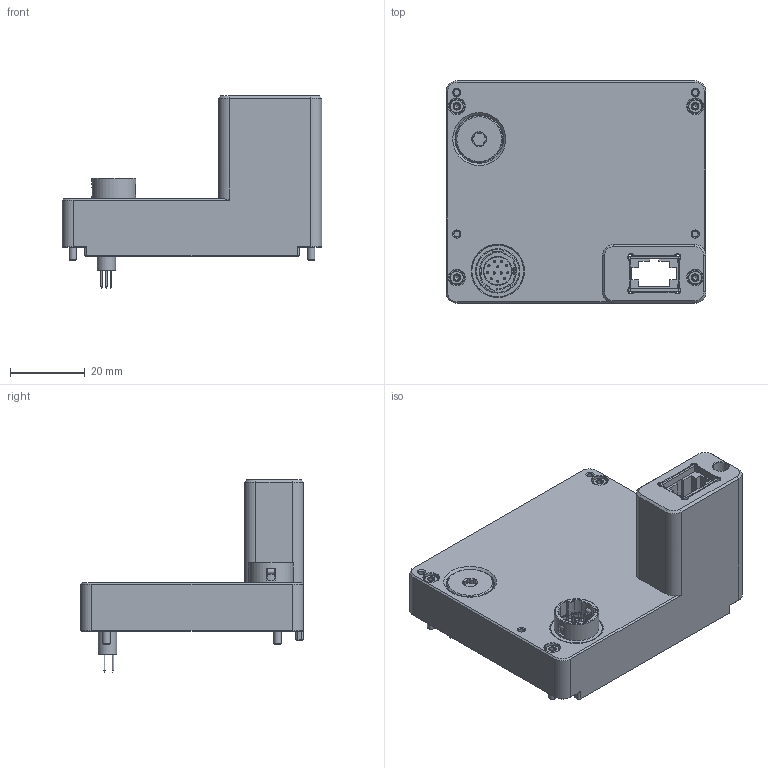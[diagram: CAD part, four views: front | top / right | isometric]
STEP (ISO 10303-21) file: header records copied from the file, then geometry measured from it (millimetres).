
FILE_DESCRIPTION(/* description */ (''),/* implementation_level */ '2;1');
FILE_NAME(/* name */ 'ADPT-MX-X4G3-FF-X4G3-MTP.stp',/* time_stamp */ '2022-06-03T12:11:31+02:00',/* author */ (''),/* organization */ (''),/* preprocessor_version */ 'ST-DEVELOPER v16.7',/* originating_system */ 'SIEMENS PLM Software NX 1907',/* authorisation */ '');
FILE_SCHEMA (('AUTOMOTIVE_DESIGN { 1 0 10303 214 3 1 1 1 }'));
Products named in the file (14): 530480410; PH1-3F-10-FVP-24415-C1; 60-30-1112-nut; SROB-M10X2-CUST; SROB-M2X14-IMBUS-STNLS; SROB-M3X4-IMBUS-STNLS; SROB-M2x4-CUST; MECH-CB-X8G3-FAN-PIN-TUBE; CONN-1010-B-0.8N-AU-0.45; AD-MPO-MPO-SX-FS; MECH-ADPT-MX-MTP; MX-FF-MTP-CONN-PCA-1AA; CONN-60-30-1112; ADPT-MX-X4G3-FF-X4G3-MTP
Assembly tree (21 placements, depth 3):
  ADPT-MX-X4G3-FF-X4G3-MTP
    MECH-ADPT-MX-MTP
    CONN-60-30-1112
      60-30-1112-nut
    AD-MPO-MPO-SX-FS
    CONN-1010-B-0.8N-AU-0.45  x3
    MECH-CB-X8G3-FAN-PIN-TUBE
    SROB-M2x4-CUST  x4
    SROB-M3X4-IMBUS-STNLS
    SROB-M2X14-IMBUS-STNLS  x4
    SROB-M10X2-CUST
    MX-FF-MTP-CONN-PCA-1AA
      PH1-3F-10-FVP-24415-C1
      530480410
Bounding box: 69.8 x 59.8 x 51.55 mm (x, y, z)
Volume: 43605.2 mm3; surface area: 27854 mm2
Topology: 95 solids, 162 shells, 3466 faces, 8375 edges, 5122 vertices
Faces by surface type: plane 1739, cylinder 984, bspline 212, sphere 212, cone 210, extrusion 80, torus 29
Full cylindrical faces by diameter (mm): 0.45 x3, 0.5 x16, 0.53 x12, 0.55 x12, 0.6 x27, 0.8 x3, 0.9 x12, 1 x17, 1.1 x15, 1.2 x15, 1.3 x4, 1.48 x3, 1.6 x11, 1.9 x4, 2 x11, 2.1 x8, 2.3 x1, 2.5 x1, 3 x7, 3.8 x4, 4.2 x4, 5 x1, 5.5 x1, 7 x1, 7.5 x1, 7.8 x1, 8.6 x2, 9.1 x1, 9.25 x1, 9.9 x1
Entity records: 113357 total; most frequent: CARTESIAN_POINT 31570, ORIENTED_EDGE 15128, DIRECTION 15004, EDGE_CURVE 7648, AXIS2_PLACEMENT_3D 5089, VERTEX_POINT 4862, VECTOR 4826, LINE 4746
